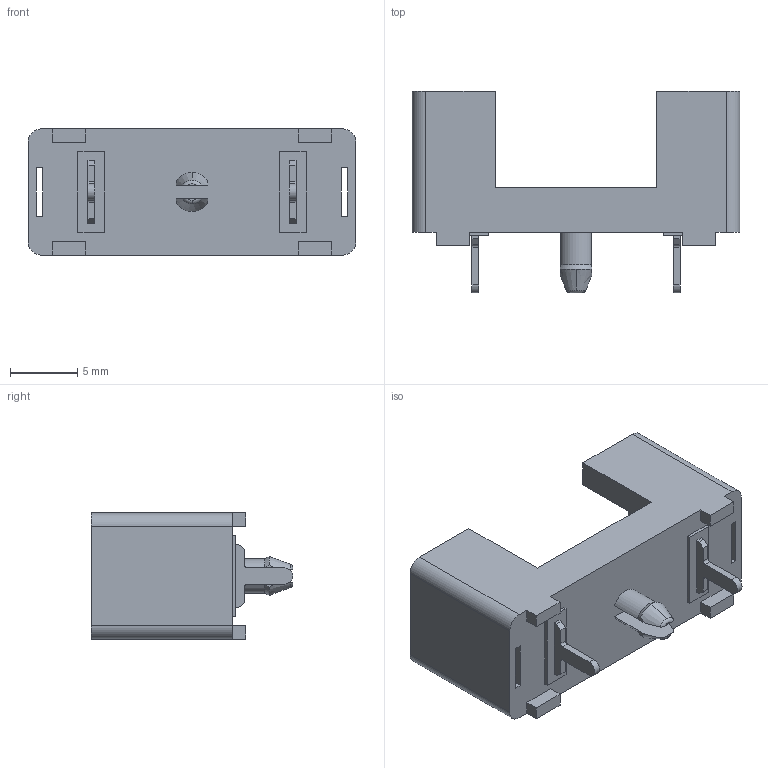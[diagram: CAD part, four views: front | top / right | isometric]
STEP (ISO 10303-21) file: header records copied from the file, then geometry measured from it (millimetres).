
FILE_DESCRIPTION (( 'STEP AP214' ), '1' );
FILE_NAME ('696105003002.STEP', '2019-09-26T11:52:19', ( '' ), ( '' ), 'SwSTEP 2.0', 'SolidWorks 2017', '' );
FILE_SCHEMA (( 'AUTOMOTIVE_DESIGN' ));
Length unit declared in the file: millimetre
Products named in the file (1): 696105003002
Bounding box: 24.4 x 15 x 9.4 mm (x, y, z)
Volume: 793.3 mm3; surface area: 1758.1 mm2
Topology: 3 solids, 3 shells, 160 faces, 443 edges, 291 vertices
Faces by surface type: plane 138, cylinder 13, cone 6, torus 3
Entity records: 5105 total; most frequent: CARTESIAN_POINT 951, ORIENTED_EDGE 886, DIRECTION 787, EDGE_CURVE 443, LINE 389, VECTOR 389, VERTEX_POINT 291, AXIS2_PLACEMENT_3D 199
